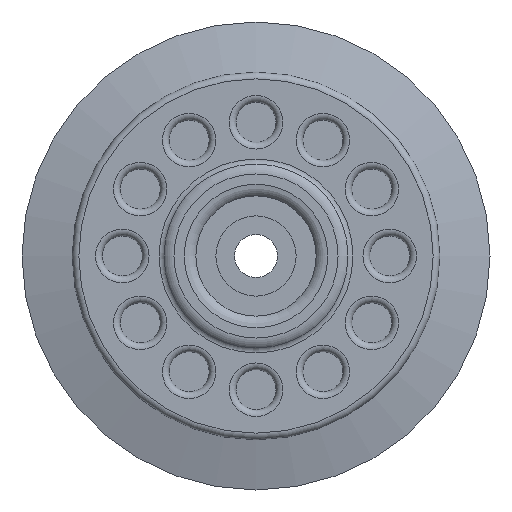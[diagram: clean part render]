
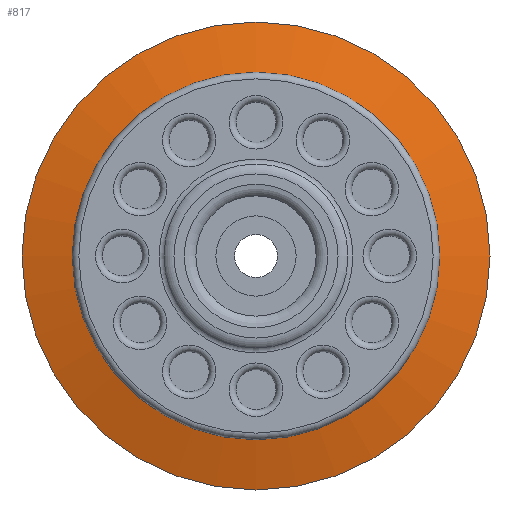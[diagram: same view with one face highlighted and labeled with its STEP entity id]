
A CAD part, front view. The second image highlights one B-rep face of the part: STEP entity #817.
In plain terms, the highlighted conical face has half-angle 75.069 degrees and reference radius 15.625 mm.
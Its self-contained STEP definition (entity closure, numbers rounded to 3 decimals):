
#36=CONICAL_SURFACE('',#895,15.625,1.31);
#46=LINE('',#1375,#72);
#72=VECTOR('',#1077,15.625);
#155=FACE_OUTER_BOUND('',#208,.T.);
#208=EDGE_LOOP('',(#603,#604,#605,#606));
#287=CIRCLE('',#894,17.5);
#288=CIRCLE('',#896,13.75);
#379=VERTEX_POINT('',#1369);
#380=VERTEX_POINT('',#1373);
#463=EDGE_CURVE('',#379,#379,#287,.T.);
#465=EDGE_CURVE('',#380,#380,#288,.T.);
#466=EDGE_CURVE('',#380,#379,#46,.T.);
#603=ORIENTED_EDGE('',*,*,#465,.F.);
#604=ORIENTED_EDGE('',*,*,#466,.T.);
#605=ORIENTED_EDGE('',*,*,#463,.T.);
#606=ORIENTED_EDGE('',*,*,#466,.F.);
#817=ADVANCED_FACE('',(#155),#36,.T.);
#894=AXIS2_PLACEMENT_3D('',#1370,#1070,#1071);
#895=AXIS2_PLACEMENT_3D('',#1372,#1073,#1074);
#896=AXIS2_PLACEMENT_3D('',#1374,#1075,#1076);
#1070=DIRECTION('center_axis',(0.,-1.,0.));
#1071=DIRECTION('ref_axis',(1.,0.,0.));
#1073=DIRECTION('center_axis',(0.,1.,0.));
#1074=DIRECTION('ref_axis',(1.,0.,0.));
#1075=DIRECTION('center_axis',(0.,-1.,0.));
#1076=DIRECTION('ref_axis',(1.,0.,0.));
#1077=DIRECTION('',(-0.966,0.258,0.));
#1369=CARTESIAN_POINT('',(-64.5,-36.5,0.));
#1370=CARTESIAN_POINT('Origin',(-47.,-36.5,0.));
#1372=CARTESIAN_POINT('Origin',(-47.,-37.,0.));
#1373=CARTESIAN_POINT('',(-60.75,-37.5,0.));
#1374=CARTESIAN_POINT('Origin',(-47.,-37.5,0.));
#1375=CARTESIAN_POINT('',(-62.625,-37.,0.));
